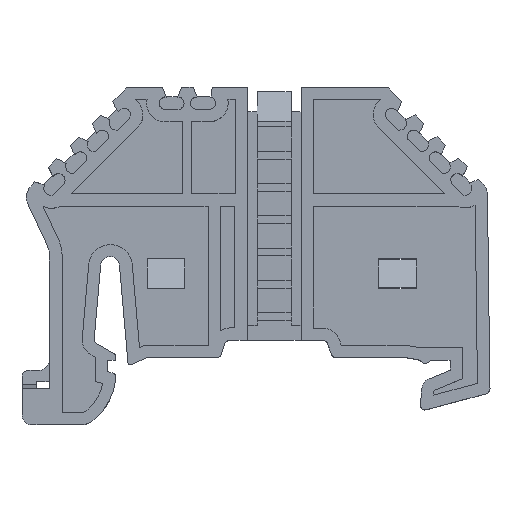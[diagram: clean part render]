
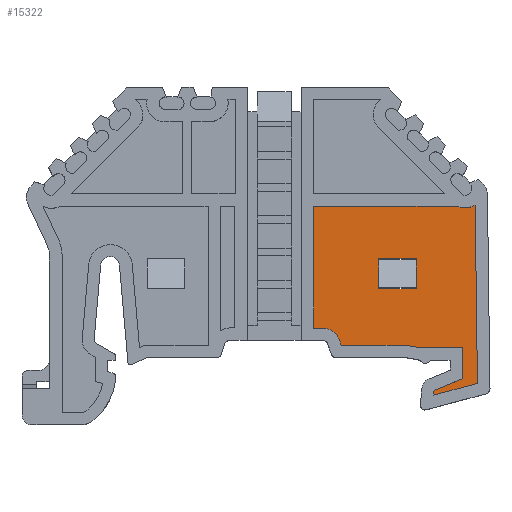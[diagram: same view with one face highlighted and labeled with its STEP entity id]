
A CAD part, top view. The second image highlights one B-rep face of the part: STEP entity #15322.
In plain terms, the highlighted planar face has unit normal (0, 0, 1).
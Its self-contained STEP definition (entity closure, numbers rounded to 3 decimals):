
#394 = CARTESIAN_POINT ( 'NONE',  ( 20.809, -9.263, 2.5 ) ) ;
#770 = CARTESIAN_POINT ( 'NONE',  ( 0., -3.281, 2.5 ) ) ;
#900 = CARTESIAN_POINT ( 'NONE',  ( 7.413, -17.897, 2.5 ) ) ;
#962 = EDGE_LOOP ( 'NONE', ( #14749, #8889, #13625, #12668 ) ) ;
#987 = EDGE_CURVE ( 'NONE', #20131, #8860, #19640, .T. ) ;
#1436 = VERTEX_POINT ( 'NONE', #18976 ) ;
#1563 = CARTESIAN_POINT ( 'NONE',  ( 5.809, 0., 2.5 ) ) ;
#1647 = AXIS2_PLACEMENT_3D ( 'NONE', #14974, #5463, #16590 ) ;
#1800 = CARTESIAN_POINT ( 'NONE',  ( 16.16, 0., 2.5 ) ) ;
#1978 = VERTEX_POINT ( 'NONE', #6788 ) ;
#2001 = DIRECTION ( 'NONE',  ( 0.985, -0.174, 0. ) ) ;
#2113 = LINE ( 'NONE', #18379, #10532 ) ;
#2134 = EDGE_CURVE ( 'NONE', #1436, #13770, #10299, .T. ) ;
#2313 = VERTEX_POINT ( 'NONE', #5151 ) ;
#2336 = VERTEX_POINT ( 'NONE', #14799 ) ;
#2386 = DIRECTION ( 'NONE',  ( 1., 0., 0. ) ) ;
#2449 = ORIENTED_EDGE ( 'NONE', *, *, #5500, .T. ) ;
#2769 = LINE ( 'NONE', #10799, #14950 ) ;
#2893 = DIRECTION ( 'NONE',  ( 0., -1., 0. ) ) ;
#3045 = ORIENTED_EDGE ( 'NONE', *, *, #13523, .T. ) ;
#3301 = EDGE_CURVE ( 'NONE', #19181, #10414, #2769, .T. ) ;
#3407 = EDGE_LOOP ( 'NONE', ( #3631, #7772, #2449, #7165, #10406, #4495, #3519, #20180, #10991, #3045, #10640, #8341, #13301, #14308 ) ) ;
#3519 = ORIENTED_EDGE ( 'NONE', *, *, #13687, .T. ) ;
#3522 = CARTESIAN_POINT ( 'NONE',  ( 0., -7.263, 2.5 ) ) ;
#3631 = ORIENTED_EDGE ( 'NONE', *, *, #18668, .T. ) ;
#3764 = VECTOR ( 'NONE', #18437, 1000. ) ;
#3795 = CARTESIAN_POINT ( 'NONE',  ( 0., -9.263, 2.5 ) ) ;
#4127 = CARTESIAN_POINT ( 'NONE',  ( 8.618, -9.013, 2.5 ) ) ;
#4198 = CARTESIAN_POINT ( 'NONE',  ( 20.276, 4.987, 2.5 ) ) ;
#4495 = ORIENTED_EDGE ( 'NONE', *, *, #12925, .F. ) ;
#4846 = EDGE_CURVE ( 'NONE', #10414, #1436, #7948, .T. ) ;
#4880 = CARTESIAN_POINT ( 'NONE',  ( 4.702, -17.55, 2.5 ) ) ;
#4944 = CARTESIAN_POINT ( 'NONE',  ( 6.756, -9.013, 2.5 ) ) ;
#5005 = VECTOR ( 'NONE', #18733, 1000. ) ;
#5151 = CARTESIAN_POINT ( 'NONE',  ( 16.16, -3.281, 2.5 ) ) ;
#5174 = DIRECTION ( 'NONE',  ( 0., 0., 1. ) ) ;
#5177 = EDGE_CURVE ( 'NONE', #1978, #19065, #14644, .T. ) ;
#5377 = DIRECTION ( 'NONE',  ( 1., 0., 0. ) ) ;
#5463 = DIRECTION ( 'NONE',  ( 0., 0., -1. ) ) ;
#5500 = EDGE_CURVE ( 'NONE', #10475, #20131, #8130, .T. ) ;
#6116 = VECTOR ( 'NONE', #14110, 1000. ) ;
#6159 = EDGE_CURVE ( 'NONE', #2313, #1978, #11817, .T. ) ;
#6175 = FACE_BOUND ( 'NONE', #962, .T. ) ;
#6254 = VECTOR ( 'NONE', #2001, 1000. ) ;
#6484 = DIRECTION ( 'NONE',  ( 0.966, 0.259, 0. ) ) ;
#6543 = DIRECTION ( 'NONE',  ( 1., 0., 0. ) ) ;
#6557 = LINE ( 'NONE', #4880, #14502 ) ;
#6695 = VECTOR ( 'NONE', #14517, 1000. ) ;
#6746 = LINE ( 'NONE', #13097, #6254 ) ;
#6788 = CARTESIAN_POINT ( 'NONE',  ( 16.16, -0.281, 2.5 ) ) ;
#6912 = DIRECTION ( 'NONE',  ( 1., 0., 0. ) ) ;
#6953 = VECTOR ( 'NONE', #9510, 1000. ) ;
#7138 = CARTESIAN_POINT ( 'NONE',  ( 0., -9.013, 2.5 ) ) ;
#7165 = ORIENTED_EDGE ( 'NONE', *, *, #987, .T. ) ;
#7575 = VECTOR ( 'NONE', #14505, 1000. ) ;
#7634 = VECTOR ( 'NONE', #7699, 1000. ) ;
#7699 = DIRECTION ( 'NONE',  ( -1., 0., 0. ) ) ;
#7772 = ORIENTED_EDGE ( 'NONE', *, *, #18492, .T. ) ;
#7948 = LINE ( 'NONE', #900, #3764 ) ;
#8047 = VERTEX_POINT ( 'NONE', #14326 ) ;
#8130 = LINE ( 'NONE', #17235, #7634 ) ;
#8341 = ORIENTED_EDGE ( 'NONE', *, *, #4846, .T. ) ;
#8860 = VERTEX_POINT ( 'NONE', #20223 ) ;
#8889 = ORIENTED_EDGE ( 'NONE', *, *, #6159, .F. ) ;
#8961 = VERTEX_POINT ( 'NONE', #9339 ) ;
#9339 = CARTESIAN_POINT ( 'NONE',  ( 12.36, -3.281, 2.5 ) ) ;
#9421 = DIRECTION ( 'NONE',  ( 0., -1., 0. ) ) ;
#9456 = CARTESIAN_POINT ( 'NONE',  ( 12.36, -0.281, 2.5 ) ) ;
#9510 = DIRECTION ( 'NONE',  ( 0., -1., 0. ) ) ;
#9540 = EDGE_CURVE ( 'NONE', #11029, #8047, #6746, .T. ) ;
#10299 = LINE ( 'NONE', #20453, #6116 ) ;
#10336 = EDGE_CURVE ( 'NONE', #8961, #2313, #15606, .T. ) ;
#10406 = ORIENTED_EDGE ( 'NONE', *, *, #13490, .T. ) ;
#10414 = VERTEX_POINT ( 'NONE', #16849 ) ;
#10436 = VERTEX_POINT ( 'NONE', #4127 ) ;
#10475 = VERTEX_POINT ( 'NONE', #4198 ) ;
#10532 = VECTOR ( 'NONE', #19971, 1000. ) ;
#10640 = ORIENTED_EDGE ( 'NONE', *, *, #3301, .T. ) ;
#10727 = AXIS2_PLACEMENT_3D ( 'NONE', #14690, #5174, #16291 ) ;
#10791 = VECTOR ( 'NONE', #5377, 1000. ) ;
#10799 = CARTESIAN_POINT ( 'NONE',  ( 20.809, 0., 2.5 ) ) ;
#10991 = ORIENTED_EDGE ( 'NONE', *, *, #9540, .T. ) ;
#11029 = VERTEX_POINT ( 'NONE', #16730 ) ;
#11231 = VECTOR ( 'NONE', #9421, 1000. ) ;
#11313 = VECTOR ( 'NONE', #6912, 1000. ) ;
#11324 = CARTESIAN_POINT ( 'NONE',  ( 0., -0.281, 2.5 ) ) ;
#11572 = VERTEX_POINT ( 'NONE', #16621 ) ;
#11807 = LINE ( 'NONE', #3795, #10791 ) ;
#11817 = LINE ( 'NONE', #1800, #7575 ) ;
#12146 = CARTESIAN_POINT ( 'NONE',  ( 22.086, 5.124, 2.5 ) ) ;
#12668 = ORIENTED_EDGE ( 'NONE', *, *, #16840, .F. ) ;
#12925 = EDGE_CURVE ( 'NONE', #11572, #14651, #15321, .T. ) ;
#13097 = CARTESIAN_POINT ( 'NONE',  ( -1.081, -6.133, 2.5 ) ) ;
#13262 = VERTEX_POINT ( 'NONE', #12146 ) ;
#13301 = ORIENTED_EDGE ( 'NONE', *, *, #2134, .T. ) ;
#13439 = LINE ( 'NONE', #17071, #5005 ) ;
#13490 = EDGE_CURVE ( 'NONE', #8860, #14651, #15535, .T. ) ;
#13523 = EDGE_CURVE ( 'NONE', #8047, #19181, #11807, .T. ) ;
#13625 = ORIENTED_EDGE ( 'NONE', *, *, #10336, .F. ) ;
#13687 = EDGE_CURVE ( 'NONE', #11572, #10436, #2113, .T. ) ;
#13770 = VERTEX_POINT ( 'NONE', #15441 ) ;
#13954 = CIRCLE ( 'NONE', #1647, 1.967 ) ;
#13960 = EDGE_CURVE ( 'NONE', #13770, #2336, #6557, .T. ) ;
#14110 = DIRECTION ( 'NONE',  ( -0.087, -0.996, 0. ) ) ;
#14308 = ORIENTED_EDGE ( 'NONE', *, *, #13960, .T. ) ;
#14326 = CARTESIAN_POINT ( 'NONE',  ( 16.669, -9.263, 2.5 ) ) ;
#14502 = VECTOR ( 'NONE', #6484, 1000. ) ;
#14505 = DIRECTION ( 'NONE',  ( 0., 1., 0. ) ) ;
#14517 = DIRECTION ( 'NONE',  ( -1., 0., 0. ) ) ;
#14644 = LINE ( 'NONE', #11324, #6695 ) ;
#14651 = VERTEX_POINT ( 'NONE', #19389 ) ;
#14690 = CARTESIAN_POINT ( 'NONE',  ( 0., 0., 2.5 ) ) ;
#14749 = ORIENTED_EDGE ( 'NONE', *, *, #5177, .F. ) ;
#14799 = CARTESIAN_POINT ( 'NONE',  ( 22.313, -12.831, 2.5 ) ) ;
#14950 = VECTOR ( 'NONE', #2893, 1000. ) ;
#14974 = CARTESIAN_POINT ( 'NONE',  ( 21.049, 6.795, 2.5 ) ) ;
#15302 = VECTOR ( 'NONE', #16687, 1000. ) ;
#15321 = CIRCLE ( 'NONE', #18921, 1.75 ) ;
#15322 = ADVANCED_FACE ( 'NONE', ( #18861, #6175 ), #17821, .T. ) ;
#15441 = CARTESIAN_POINT ( 'NONE',  ( 17.907, -14.012, 2.5 ) ) ;
#15460 = LINE ( 'NONE', #15774, #11231 ) ;
#15535 = LINE ( 'NONE', #3522, #11313 ) ;
#15606 = LINE ( 'NONE', #770, #19359 ) ;
#15774 = CARTESIAN_POINT ( 'NONE',  ( 12.36, 0., 2.5 ) ) ;
#15798 = LINE ( 'NONE', #7138, #15302 ) ;
#16052 = DIRECTION ( 'NONE',  ( 0., 0., 1. ) ) ;
#16291 = DIRECTION ( 'NONE',  ( 1., 0., 0. ) ) ;
#16590 = DIRECTION ( 'NONE',  ( 1., 0., 0. ) ) ;
#16621 = CARTESIAN_POINT ( 'NONE',  ( 8.4, -8.415, 2.5 ) ) ;
#16687 = DIRECTION ( 'NONE',  ( 1., 0., 0. ) ) ;
#16730 = CARTESIAN_POINT ( 'NONE',  ( 15.251, -9.013, 2.5 ) ) ;
#16840 = EDGE_CURVE ( 'NONE', #19065, #8961, #15460, .T. ) ;
#16849 = CARTESIAN_POINT ( 'NONE',  ( 20.809, -12.348, 2.5 ) ) ;
#17071 = CARTESIAN_POINT ( 'NONE',  ( 22.147, 0.28, 2.5 ) ) ;
#17214 = EDGE_CURVE ( 'NONE', #10436, #11029, #15798, .T. ) ;
#17235 = CARTESIAN_POINT ( 'NONE',  ( 0., 4.987, 2.5 ) ) ;
#17821 = PLANE ( 'NONE',  #10727 ) ;
#17860 = CARTESIAN_POINT ( 'NONE',  ( 5.809, 4.987, 2.5 ) ) ;
#18379 = CARTESIAN_POINT ( 'NONE',  ( 4.713, 1.715, 2.5 ) ) ;
#18437 = DIRECTION ( 'NONE',  ( -0.924, -0.383, 0. ) ) ;
#18492 = EDGE_CURVE ( 'NONE', #13262, #10475, #13954, .T. ) ;
#18668 = EDGE_CURVE ( 'NONE', #2336, #13262, #13439, .T. ) ;
#18733 = DIRECTION ( 'NONE',  ( -0.013, 1., 0. ) ) ;
#18861 = FACE_OUTER_BOUND ( 'NONE', #3407, .T. ) ;
#18921 = AXIS2_PLACEMENT_3D ( 'NONE', #4944, #16052, #6543 ) ;
#18976 = CARTESIAN_POINT ( 'NONE',  ( 17.949, -13.533, 2.5 ) ) ;
#19065 = VERTEX_POINT ( 'NONE', #9456 ) ;
#19181 = VERTEX_POINT ( 'NONE', #394 ) ;
#19359 = VECTOR ( 'NONE', #2386, 1000. ) ;
#19389 = CARTESIAN_POINT ( 'NONE',  ( 6.756, -7.263, 2.5 ) ) ;
#19640 = LINE ( 'NONE', #1563, #6953 ) ;
#19971 = DIRECTION ( 'NONE',  ( 0.342, -0.94, 0. ) ) ;
#20131 = VERTEX_POINT ( 'NONE', #17860 ) ;
#20180 = ORIENTED_EDGE ( 'NONE', *, *, #17214, .T. ) ;
#20223 = CARTESIAN_POINT ( 'NONE',  ( 5.809, -7.263, 2.5 ) ) ;
#20453 = CARTESIAN_POINT ( 'NONE',  ( 18.987, -1.661, 2.5 ) ) ;
